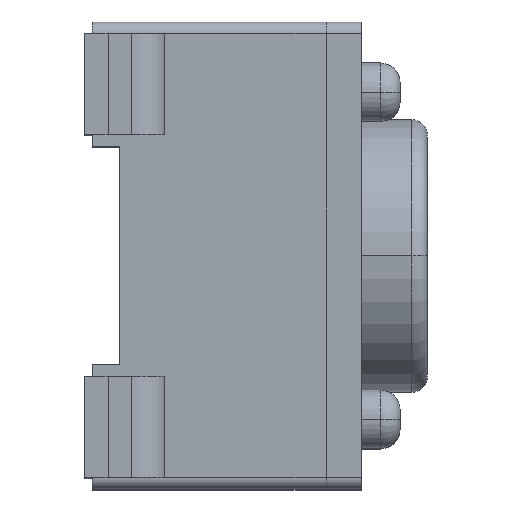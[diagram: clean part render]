
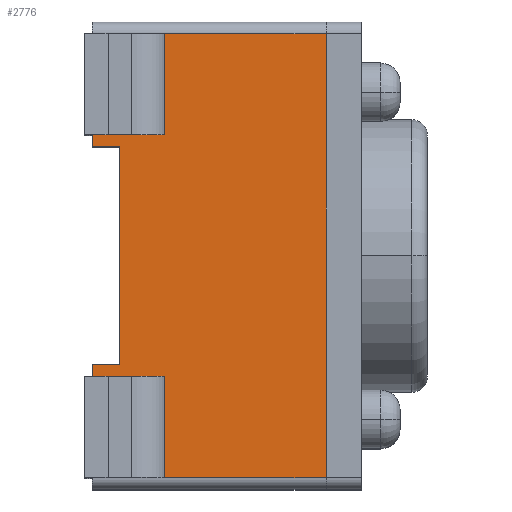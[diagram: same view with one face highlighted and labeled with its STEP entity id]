
A CAD part, top view. The second image highlights one B-rep face of the part: STEP entity #2776.
In plain terms, the highlighted planar face has unit normal (0, 0, 1).
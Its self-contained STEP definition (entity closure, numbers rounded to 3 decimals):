
#27 = DIRECTION ( 'NONE',  ( -1., 0., 0. ) ) ;
#203 = CARTESIAN_POINT ( 'NONE',  ( -1.15, -1.4, 3. ) ) ;
#274 = VECTOR ( 'NONE', #348, 1000. ) ;
#288 = VERTEX_POINT ( 'NONE', #835 ) ;
#293 = ORIENTED_EDGE ( 'NONE', *, *, #2012, .T. ) ;
#324 = LINE ( 'NONE', #2610, #274 ) ;
#348 = DIRECTION ( 'NONE',  ( 0., -1., 0. ) ) ;
#350 = VERTEX_POINT ( 'NONE', #2242 ) ;
#405 = VERTEX_POINT ( 'NONE', #2950 ) ;
#408 = CARTESIAN_POINT ( 'NONE',  ( -1.5, 3., 3. ) ) ;
#424 = DIRECTION ( 'NONE',  ( -1., 0., 0. ) ) ;
#449 = DIRECTION ( 'NONE',  ( 1., 0., 0. ) ) ;
#473 = CARTESIAN_POINT ( 'NONE',  ( 1.5, -2.85, 3. ) ) ;
#490 = EDGE_CURVE ( 'NONE', #3161, #2577, #2167, .T. ) ;
#600 = VECTOR ( 'NONE', #1626, 1000. ) ;
#631 = PLANE ( 'NONE',  #2282 ) ;
#688 = DIRECTION ( 'NONE',  ( 1., 0., 0. ) ) ;
#732 = ORIENTED_EDGE ( 'NONE', *, *, #3099, .T. ) ;
#805 = CARTESIAN_POINT ( 'NONE',  ( -1.15, 1.4, 3. ) ) ;
#816 = EDGE_CURVE ( 'NONE', #405, #3207, #324, .T. ) ;
#835 = CARTESIAN_POINT ( 'NONE',  ( -1.5, 2.85, 3. ) ) ;
#1136 = VECTOR ( 'NONE', #449, 1000. ) ;
#1222 = ORIENTED_EDGE ( 'NONE', *, *, #2108, .T. ) ;
#1319 = LINE ( 'NONE', #3008, #1643 ) ;
#1325 = VERTEX_POINT ( 'NONE', #1469 ) ;
#1372 = VECTOR ( 'NONE', #2734, 1000. ) ;
#1382 = ORIENTED_EDGE ( 'NONE', *, *, #816, .F. ) ;
#1405 = EDGE_CURVE ( 'NONE', #1325, #2251, #3572, .T. ) ;
#1469 = CARTESIAN_POINT ( 'NONE',  ( -1.5, -1.4, 3. ) ) ;
#1559 = DIRECTION ( 'NONE',  ( 0., 1., 0. ) ) ;
#1626 = DIRECTION ( 'NONE',  ( 0., -1., 0. ) ) ;
#1637 = CARTESIAN_POINT ( 'NONE',  ( -1.15, -1.4, 3. ) ) ;
#1643 = VECTOR ( 'NONE', #424, 1000. ) ;
#1658 = EDGE_LOOP ( 'NONE', ( #293, #1222, #3113, #1817, #2987, #732, #1382, #3011 ) ) ;
#1817 = ORIENTED_EDGE ( 'NONE', *, *, #2472, .T. ) ;
#1818 = CARTESIAN_POINT ( 'NONE',  ( -1.5, -2.85, 3. ) ) ;
#1858 = DIRECTION ( 'NONE',  ( 0., -1., 0. ) ) ;
#1925 = VECTOR ( 'NONE', #688, 1000. ) ;
#1932 = LINE ( 'NONE', #3042, #600 ) ;
#1934 = EDGE_CURVE ( 'NONE', #405, #288, #2887, .T. ) ;
#1974 = VECTOR ( 'NONE', #1858, 1000. ) ;
#2012 = EDGE_CURVE ( 'NONE', #288, #350, #1932, .T. ) ;
#2108 = EDGE_CURVE ( 'NONE', #350, #3161, #3302, .T. ) ;
#2167 = LINE ( 'NONE', #1637, #1372 ) ;
#2242 = CARTESIAN_POINT ( 'NONE',  ( -1.5, 1.4, 3. ) ) ;
#2251 = VERTEX_POINT ( 'NONE', #1818 ) ;
#2282 = AXIS2_PLACEMENT_3D ( 'NONE', #3198, #3504, #1559 ) ;
#2472 = EDGE_CURVE ( 'NONE', #2577, #1325, #1319, .T. ) ;
#2577 = VERTEX_POINT ( 'NONE', #203 ) ;
#2606 = CARTESIAN_POINT ( 'NONE',  ( 1.5, 2.85, 3. ) ) ;
#2610 = CARTESIAN_POINT ( 'NONE',  ( 1.5, 3., 3. ) ) ;
#2734 = DIRECTION ( 'NONE',  ( 0., -1., 0. ) ) ;
#2776 = ADVANCED_FACE ( 'NONE', ( #3453 ), #631, .F. ) ;
#2887 = LINE ( 'NONE', #2606, #3599 ) ;
#2936 = CARTESIAN_POINT ( 'NONE',  ( -1.85, 1.4, 3. ) ) ;
#2950 = CARTESIAN_POINT ( 'NONE',  ( 1.5, 2.85, 3. ) ) ;
#2960 = CARTESIAN_POINT ( 'NONE',  ( 1.5, -2.85, 3. ) ) ;
#2987 = ORIENTED_EDGE ( 'NONE', *, *, #1405, .T. ) ;
#3008 = CARTESIAN_POINT ( 'NONE',  ( -1.85, -1.4, 3. ) ) ;
#3011 = ORIENTED_EDGE ( 'NONE', *, *, #1934, .T. ) ;
#3042 = CARTESIAN_POINT ( 'NONE',  ( -1.5, 3., 3. ) ) ;
#3099 = EDGE_CURVE ( 'NONE', #2251, #3207, #3192, .T. ) ;
#3113 = ORIENTED_EDGE ( 'NONE', *, *, #490, .T. ) ;
#3161 = VERTEX_POINT ( 'NONE', #805 ) ;
#3192 = LINE ( 'NONE', #2960, #1925 ) ;
#3198 = CARTESIAN_POINT ( 'NONE',  ( 1.5, 3., 3. ) ) ;
#3207 = VERTEX_POINT ( 'NONE', #473 ) ;
#3302 = LINE ( 'NONE', #2936, #1136 ) ;
#3453 = FACE_OUTER_BOUND ( 'NONE', #1658, .T. ) ;
#3504 = DIRECTION ( 'NONE',  ( 0., 0., -1. ) ) ;
#3572 = LINE ( 'NONE', #408, #1974 ) ;
#3599 = VECTOR ( 'NONE', #27, 1000. ) ;
